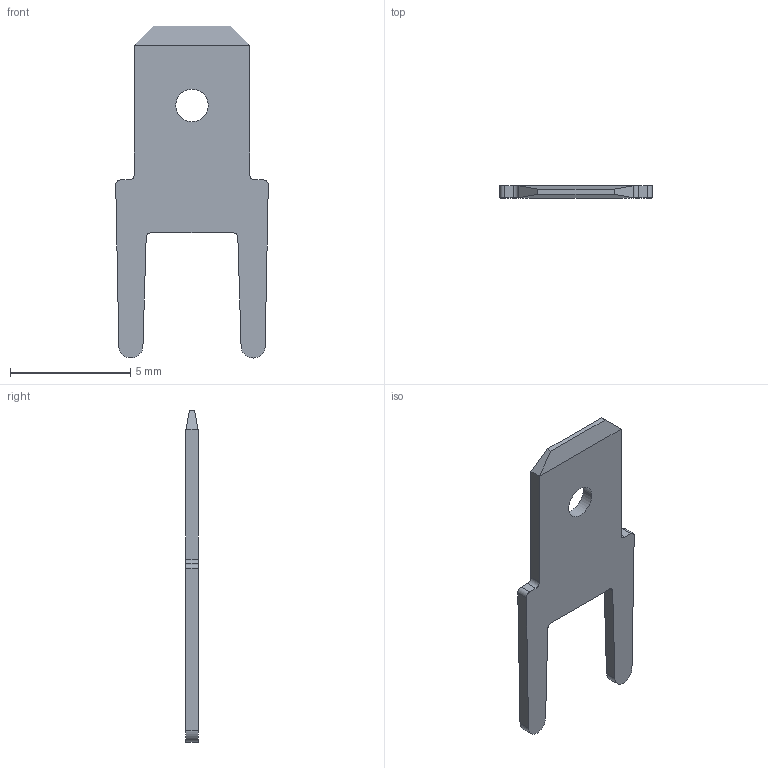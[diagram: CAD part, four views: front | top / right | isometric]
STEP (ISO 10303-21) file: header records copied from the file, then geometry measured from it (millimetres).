
FILE_DESCRIPTION((''),'2;1');
FILE_NAME('C-726388-2','2019-09-25T07:24:34',('workeradm'),('TE Connectivity Ltd.'),'CREO PARAMETRIC BY PTC INC, 2019030','CREO PARAMETRIC BY PTC INC, 2019030','');
FILE_SCHEMA(('AUTOMOTIVE_DESIGN { 1 0 10303 214 1 1 1 1 }'));
Length unit declared in the file: millimetre
Products named in the file (1): C-726388-2
Bounding box: 6.34 x 0.5 x 13.8 mm (x, y, z)
Volume: 26.5 mm3; surface area: 132.6 mm2
Topology: 1 solids, 1 shells, 26 faces, 70 edges, 48 vertices
Faces by surface type: plane 16, cylinder 10
Entity records: 1010 total; most frequent: DIRECTION 144, CARTESIAN_POINT 143, ORIENTED_EDGE 136, COLOUR_RGB 127, EDGE_CURVE 68, VECTOR 50, LINE 50, AXIS2_PLACEMENT_3D 47
